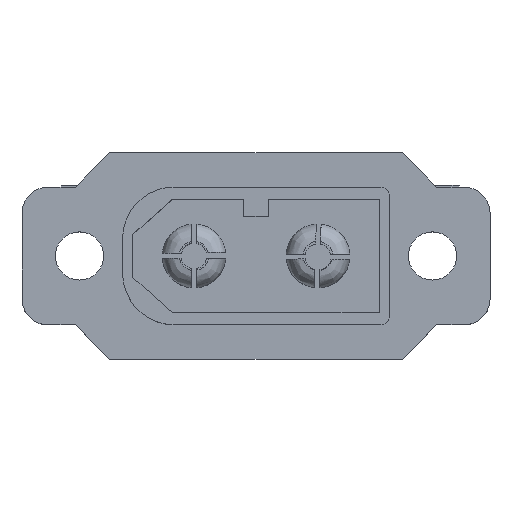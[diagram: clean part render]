
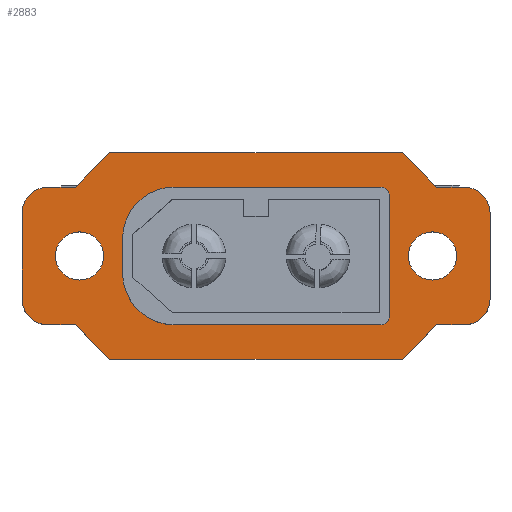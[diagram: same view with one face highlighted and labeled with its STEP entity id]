
A CAD part, top view. The second image highlights one B-rep face of the part: STEP entity #2883.
In plain terms, the highlighted planar face has unit normal (0, 0, 1).
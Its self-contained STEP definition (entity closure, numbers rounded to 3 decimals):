
#20=FACE_BOUND('',#359,.T.);
#21=FACE_BOUND('',#360,.T.);
#22=FACE_BOUND('',#361,.T.);
#62=PLANE('',#3114);
#195=FACE_OUTER_BOUND('',#358,.T.);
#358=EDGE_LOOP('',(#2183,#2184,#2185,#2186,#2187,#2188,#2189,#2190,#2191,
#2192,#2193,#2194,#2195,#2196,#2197,#2198));
#359=EDGE_LOOP('',(#2199,#2200,#2201,#2202,#2203,#2204,#2205,#2206));
#360=EDGE_LOOP('',(#2207));
#361=EDGE_LOOP('',(#2208));
#555=LINE('',#4552,#851);
#559=LINE('',#4561,#855);
#576=LINE('',#4614,#872);
#579=LINE('',#4621,#875);
#583=LINE('',#4629,#879);
#590=LINE('',#4642,#886);
#595=LINE('',#4653,#891);
#601=LINE('',#4663,#897);
#633=LINE('',#4746,#929);
#650=LINE('',#4787,#946);
#651=LINE('',#4791,#947);
#652=LINE('',#4793,#948);
#653=LINE('',#4794,#949);
#654=LINE('',#4798,#950);
#655=LINE('',#4801,#951);
#656=LINE('',#4802,#952);
#851=VECTOR('',#3416,1000.);
#855=VECTOR('',#3422,1000.);
#872=VECTOR('',#3469,1000.);
#875=VECTOR('',#3474,1000.);
#879=VECTOR('',#3478,1000.);
#886=VECTOR('',#3487,1000.);
#891=VECTOR('',#3494,1000.);
#897=VECTOR('',#3500,1000.);
#929=VECTOR('',#3566,1000.);
#946=VECTOR('',#3597,1000.);
#947=VECTOR('',#3602,1000.);
#948=VECTOR('',#3603,1000.);
#949=VECTOR('',#3604,1000.);
#950=VECTOR('',#3607,1000.);
#951=VECTOR('',#3610,1000.);
#952=VECTOR('',#3611,1000.);
#1124=CIRCLE('',#3031,1.4);
#1126=CIRCLE('',#3034,1.4);
#1165=CIRCLE('',#3100,3.);
#1166=CIRCLE('',#3102,3.);
#1167=CIRCLE('',#3104,0.5);
#1168=CIRCLE('',#3106,0.5);
#1173=CIRCLE('',#3115,1.5);
#1174=CIRCLE('',#3116,1.5);
#1175=CIRCLE('',#3117,1.5);
#1176=CIRCLE('',#3118,1.5);
#1238=VERTEX_POINT('',#4258);
#1240=VERTEX_POINT('',#4264);
#1289=VERTEX_POINT('',#4550);
#1290=VERTEX_POINT('',#4551);
#1293=VERTEX_POINT('',#4559);
#1294=VERTEX_POINT('',#4560);
#1314=VERTEX_POINT('',#4611);
#1315=VERTEX_POINT('',#4613);
#1317=VERTEX_POINT('',#4619);
#1318=VERTEX_POINT('',#4620);
#1321=VERTEX_POINT('',#4626);
#1322=VERTEX_POINT('',#4628);
#1326=VERTEX_POINT('',#4639);
#1327=VERTEX_POINT('',#4641);
#1331=VERTEX_POINT('',#4650);
#1332=VERTEX_POINT('',#4652);
#1335=VERTEX_POINT('',#4660);
#1336=VERTEX_POINT('',#4662);
#1369=VERTEX_POINT('',#4744);
#1370=VERTEX_POINT('',#4745);
#1387=VERTEX_POINT('',#4786);
#1388=VERTEX_POINT('',#4790);
#1389=VERTEX_POINT('',#4792);
#1390=VERTEX_POINT('',#4795);
#1391=VERTEX_POINT('',#4797);
#1392=VERTEX_POINT('',#4800);
#1521=EDGE_CURVE('',#1238,#1238,#1124,.T.);
#1524=EDGE_CURVE('',#1240,#1240,#1126,.T.);
#1585=EDGE_CURVE('',#1289,#1290,#555,.T.);
#1589=EDGE_CURVE('',#1293,#1294,#559,.T.);
#1614=EDGE_CURVE('',#1314,#1315,#576,.T.);
#1617=EDGE_CURVE('',#1317,#1318,#579,.T.);
#1621=EDGE_CURVE('',#1322,#1321,#583,.T.);
#1628=EDGE_CURVE('',#1326,#1327,#590,.T.);
#1633=EDGE_CURVE('',#1332,#1331,#595,.T.);
#1639=EDGE_CURVE('',#1336,#1335,#601,.T.);
#1677=EDGE_CURVE('',#1290,#1315,#1165,.T.);
#1678=EDGE_CURVE('',#1314,#1293,#1166,.T.);
#1679=EDGE_CURVE('',#1326,#1289,#1167,.T.);
#1680=EDGE_CURVE('',#1294,#1327,#1168,.T.);
#1681=EDGE_CURVE('',#1369,#1370,#633,.T.);
#1702=EDGE_CURVE('',#1387,#1317,#650,.T.);
#1703=EDGE_CURVE('',#1318,#1369,#1173,.T.);
#1704=EDGE_CURVE('',#1370,#1332,#1174,.T.);
#1705=EDGE_CURVE('',#1331,#1388,#651,.T.);
#1706=EDGE_CURVE('',#1388,#1389,#652,.T.);
#1707=EDGE_CURVE('',#1389,#1336,#653,.T.);
#1708=EDGE_CURVE('',#1335,#1390,#1175,.T.);
#1709=EDGE_CURVE('',#1390,#1391,#654,.T.);
#1710=EDGE_CURVE('',#1391,#1322,#1176,.T.);
#1711=EDGE_CURVE('',#1321,#1392,#655,.T.);
#1712=EDGE_CURVE('',#1392,#1387,#656,.T.);
#2183=ORIENTED_EDGE('',*,*,#1702,.T.);
#2184=ORIENTED_EDGE('',*,*,#1617,.T.);
#2185=ORIENTED_EDGE('',*,*,#1703,.T.);
#2186=ORIENTED_EDGE('',*,*,#1681,.T.);
#2187=ORIENTED_EDGE('',*,*,#1704,.T.);
#2188=ORIENTED_EDGE('',*,*,#1633,.T.);
#2189=ORIENTED_EDGE('',*,*,#1705,.T.);
#2190=ORIENTED_EDGE('',*,*,#1706,.T.);
#2191=ORIENTED_EDGE('',*,*,#1707,.T.);
#2192=ORIENTED_EDGE('',*,*,#1639,.T.);
#2193=ORIENTED_EDGE('',*,*,#1708,.T.);
#2194=ORIENTED_EDGE('',*,*,#1709,.T.);
#2195=ORIENTED_EDGE('',*,*,#1710,.T.);
#2196=ORIENTED_EDGE('',*,*,#1621,.T.);
#2197=ORIENTED_EDGE('',*,*,#1711,.T.);
#2198=ORIENTED_EDGE('',*,*,#1712,.T.);
#2199=ORIENTED_EDGE('',*,*,#1679,.T.);
#2200=ORIENTED_EDGE('',*,*,#1585,.T.);
#2201=ORIENTED_EDGE('',*,*,#1677,.T.);
#2202=ORIENTED_EDGE('',*,*,#1614,.F.);
#2203=ORIENTED_EDGE('',*,*,#1678,.T.);
#2204=ORIENTED_EDGE('',*,*,#1589,.T.);
#2205=ORIENTED_EDGE('',*,*,#1680,.T.);
#2206=ORIENTED_EDGE('',*,*,#1628,.F.);
#2207=ORIENTED_EDGE('',*,*,#1521,.F.);
#2208=ORIENTED_EDGE('',*,*,#1524,.F.);
#2883=ADVANCED_FACE('',(#195,#20,#21,#22),#62,.T.);
#3031=AXIS2_PLACEMENT_3D('',#4260,#3309,#3310);
#3034=AXIS2_PLACEMENT_3D('',#4266,#3316,#3317);
#3100=AXIS2_PLACEMENT_3D('',#4736,#3550,#3551);
#3102=AXIS2_PLACEMENT_3D('',#4738,#3554,#3555);
#3104=AXIS2_PLACEMENT_3D('',#4740,#3558,#3559);
#3106=AXIS2_PLACEMENT_3D('',#4742,#3562,#3563);
#3114=AXIS2_PLACEMENT_3D('',#4785,#3595,#3596);
#3115=AXIS2_PLACEMENT_3D('',#4788,#3598,#3599);
#3116=AXIS2_PLACEMENT_3D('',#4789,#3600,#3601);
#3117=AXIS2_PLACEMENT_3D('',#4796,#3605,#3606);
#3118=AXIS2_PLACEMENT_3D('',#4799,#3608,#3609);
#3309=DIRECTION('center_axis',(0.,0.,1.));
#3310=DIRECTION('ref_axis',(1.,0.,0.));
#3316=DIRECTION('center_axis',(0.,0.,1.));
#3317=DIRECTION('ref_axis',(1.,0.,0.));
#3416=DIRECTION('',(-1.,0.,0.));
#3422=DIRECTION('',(1.,0.,0.));
#3469=DIRECTION('',(0.,-1.,0.));
#3474=DIRECTION('',(1.,0.,0.));
#3478=DIRECTION('',(1.,0.,0.));
#3487=DIRECTION('',(0.,1.,0.));
#3494=DIRECTION('',(-1.,0.,0.));
#3500=DIRECTION('',(-1.,0.,0.));
#3550=DIRECTION('center_axis',(0.,0.,-1.));
#3551=DIRECTION('ref_axis',(1.,0.,0.));
#3554=DIRECTION('center_axis',(0.,0.,-1.));
#3555=DIRECTION('ref_axis',(1.,0.,0.));
#3558=DIRECTION('center_axis',(0.,0.,-1.));
#3559=DIRECTION('ref_axis',(1.,0.,0.));
#3562=DIRECTION('center_axis',(0.,0.,-1.));
#3563=DIRECTION('ref_axis',(1.,0.,0.));
#3566=DIRECTION('',(0.,1.,0.));
#3595=DIRECTION('center_axis',(0.,0.,1.));
#3596=DIRECTION('ref_axis',(1.,0.,0.));
#3597=DIRECTION('',(0.707,0.707,0.));
#3598=DIRECTION('center_axis',(0.,0.,1.));
#3599=DIRECTION('ref_axis',(1.,0.,0.));
#3600=DIRECTION('center_axis',(0.,0.,1.));
#3601=DIRECTION('ref_axis',(1.,0.,0.));
#3602=DIRECTION('',(-0.707,0.707,0.));
#3603=DIRECTION('',(-1.,0.,0.));
#3604=DIRECTION('',(-0.707,-0.707,0.));
#3605=DIRECTION('center_axis',(0.,0.,1.));
#3606=DIRECTION('ref_axis',(1.,0.,0.));
#3607=DIRECTION('',(0.,-1.,0.));
#3608=DIRECTION('center_axis',(0.,0.,1.));
#3609=DIRECTION('ref_axis',(1.,0.,0.));
#3610=DIRECTION('',(0.707,-0.707,0.));
#3611=DIRECTION('',(1.,0.,0.));
#4258=CARTESIAN_POINT('',(8.85,0.,0.));
#4260=CARTESIAN_POINT('Origin',(10.25,0.,0.));
#4264=CARTESIAN_POINT('',(-11.65,0.,0.));
#4266=CARTESIAN_POINT('Origin',(-10.25,0.,0.));
#4550=CARTESIAN_POINT('',(7.25,-4.,0.));
#4551=CARTESIAN_POINT('',(-4.75,-4.,0.));
#4552=CARTESIAN_POINT('',(7.75,-4.,0.));
#4559=CARTESIAN_POINT('',(-4.75,4.,0.));
#4560=CARTESIAN_POINT('',(7.25,4.,0.));
#4561=CARTESIAN_POINT('',(7.75,4.,0.));
#4611=CARTESIAN_POINT('',(-7.75,1.,0.));
#4613=CARTESIAN_POINT('',(-7.75,-1.,0.));
#4614=CARTESIAN_POINT('',(-7.75,-4.,0.));
#4619=CARTESIAN_POINT('',(10.5,-4.,0.));
#4620=CARTESIAN_POINT('',(12.09,-4.,0.));
#4621=CARTESIAN_POINT('',(13.59,-4.,0.));
#4626=CARTESIAN_POINT('',(-10.5,-4.,0.));
#4628=CARTESIAN_POINT('',(-12.09,-4.,0.));
#4629=CARTESIAN_POINT('',(13.59,-4.,0.));
#4639=CARTESIAN_POINT('',(7.75,-3.5,0.));
#4641=CARTESIAN_POINT('',(7.75,3.5,0.));
#4642=CARTESIAN_POINT('',(7.75,-4.,0.));
#4650=CARTESIAN_POINT('',(10.5,4.,0.));
#4652=CARTESIAN_POINT('',(12.09,4.,0.));
#4653=CARTESIAN_POINT('',(13.59,4.,0.));
#4660=CARTESIAN_POINT('',(-12.09,4.,0.));
#4662=CARTESIAN_POINT('',(-10.5,4.,0.));
#4663=CARTESIAN_POINT('',(13.59,4.,0.));
#4736=CARTESIAN_POINT('Origin',(-4.75,-1.,0.));
#4738=CARTESIAN_POINT('Origin',(-4.75,1.,0.));
#4740=CARTESIAN_POINT('Origin',(7.25,-3.5,0.));
#4742=CARTESIAN_POINT('Origin',(7.25,3.5,0.));
#4744=CARTESIAN_POINT('',(13.59,-2.5,0.));
#4745=CARTESIAN_POINT('',(13.59,2.5,0.));
#4746=CARTESIAN_POINT('',(13.59,-4.,0.));
#4785=CARTESIAN_POINT('Origin',(0.,0.,0.));
#4786=CARTESIAN_POINT('',(8.5,-6.,0.));
#4787=CARTESIAN_POINT('',(10.5,-4.,0.));
#4788=CARTESIAN_POINT('Origin',(12.09,-2.5,0.));
#4789=CARTESIAN_POINT('Origin',(12.09,2.5,0.));
#4790=CARTESIAN_POINT('',(8.5,6.,0.));
#4791=CARTESIAN_POINT('',(8.5,6.,0.));
#4792=CARTESIAN_POINT('',(-8.5,6.,0.));
#4793=CARTESIAN_POINT('',(8.5,6.,0.));
#4794=CARTESIAN_POINT('',(-10.5,4.,0.));
#4795=CARTESIAN_POINT('',(-13.59,2.5,0.));
#4796=CARTESIAN_POINT('Origin',(-12.09,2.5,0.));
#4797=CARTESIAN_POINT('',(-13.59,-2.5,0.));
#4798=CARTESIAN_POINT('',(-13.59,-4.,0.));
#4799=CARTESIAN_POINT('Origin',(-12.09,-2.5,0.));
#4800=CARTESIAN_POINT('',(-8.5,-6.,0.));
#4801=CARTESIAN_POINT('',(-8.5,-6.,0.));
#4802=CARTESIAN_POINT('',(8.5,-6.,0.));
